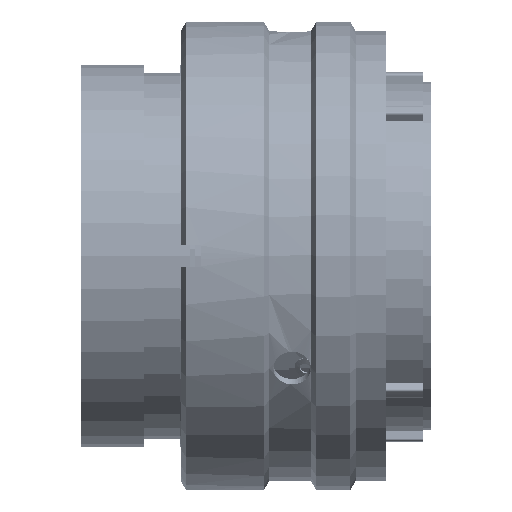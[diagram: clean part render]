
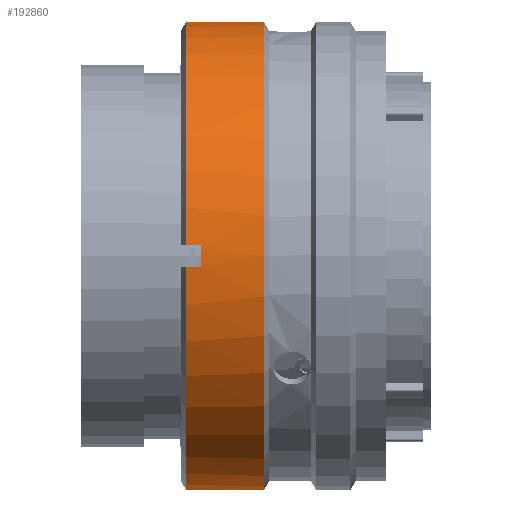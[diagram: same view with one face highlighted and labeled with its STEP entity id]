
A CAD part, front view. The second image highlights one B-rep face of the part: STEP entity #192860.
In plain terms, the highlighted cylindrical face has radius 22.25 mm (diameter 44.5 mm), a partial arc.
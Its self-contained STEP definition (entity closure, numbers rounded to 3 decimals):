
#2554 = LINE ( 'NONE', #94435, #118370 ) ;
#6195 = DIRECTION ( 'NONE',  ( 1., 0., 0. ) ) ;
#8399 = ORIENTED_EDGE ( 'NONE', *, *, #11466, .F. ) ;
#8416 = LINE ( 'NONE', #180105, #8815 ) ;
#8815 = VECTOR ( 'NONE', #41650, 1000. ) ;
#10327 = CARTESIAN_POINT ( 'NONE',  ( 10.02, 0., 0. ) ) ;
#11466 = EDGE_CURVE ( 'NONE', #142647, #148998, #81775, .T. ) ;
#14479 = ORIENTED_EDGE ( 'NONE', *, *, #175940, .T. ) ;
#14867 = VERTEX_POINT ( 'NONE', #120734 ) ;
#18133 = VERTEX_POINT ( 'NONE', #48090 ) ;
#19584 = DIRECTION ( 'NONE',  ( -1., 0., 0. ) ) ;
#20524 = VERTEX_POINT ( 'NONE', #186240 ) ;
#22549 = AXIS2_PLACEMENT_3D ( 'NONE', #96082, #110166, #80982 ) ;
#27436 = ORIENTED_EDGE ( 'NONE', *, *, #60020, .T. ) ;
#28024 = CYLINDRICAL_SURFACE ( 'NONE', #28194, 22.25 ) ;
#28194 = AXIS2_PLACEMENT_3D ( 'NONE', #164394, #72666, #198824 ) ;
#28358 = CARTESIAN_POINT ( 'NONE',  ( 11.42, -22.228, 1. ) ) ;
#32880 = AXIS2_PLACEMENT_3D ( 'NONE', #10327, #115360, #144647 ) ;
#34088 = VERTEX_POINT ( 'NONE', #183198 ) ;
#34278 = ORIENTED_EDGE ( 'NONE', *, *, #161732, .T. ) ;
#36273 = DIRECTION ( 'NONE',  ( 1., 0., 0. ) ) ;
#37602 = EDGE_CURVE ( 'NONE', #34088, #18133, #95641, .T. ) ;
#41650 = DIRECTION ( 'NONE',  ( -1., 0., 0. ) ) ;
#42183 = FACE_OUTER_BOUND ( 'NONE', #59469, .T. ) ;
#43073 = DIRECTION ( 'NONE',  ( 0., 0., 1. ) ) ;
#43619 = CIRCLE ( 'NONE', #156469, 22.25 ) ;
#43983 = ORIENTED_EDGE ( 'NONE', *, *, #94809, .T. ) ;
#44990 = AXIS2_PLACEMENT_3D ( 'NONE', #196697, #58342, #43073 ) ;
#45167 = DIRECTION ( 'NONE',  ( 1., 0., 0. ) ) ;
#48090 = CARTESIAN_POINT ( 'NONE',  ( 11.42, -1., -22.228 ) ) ;
#48147 = DIRECTION ( 'NONE',  ( 0., 0., 1. ) ) ;
#48775 = VECTOR ( 'NONE', #6195, 1000. ) ;
#51610 = VECTOR ( 'NONE', #65353, 1000. ) ;
#55341 = VECTOR ( 'NONE', #45167, 1000. ) ;
#58342 = DIRECTION ( 'NONE',  ( 1., 0., 0. ) ) ;
#59469 = EDGE_LOOP ( 'NONE', ( #173789, #121642, #198033, #180833, #27436, #43983, #34278, #198626, #144547, #14479, #59599, #8399 ) ) ;
#59599 = ORIENTED_EDGE ( 'NONE', *, *, #142956, .T. ) ;
#60020 = EDGE_CURVE ( 'NONE', #161449, #141411, #177856, .T. ) ;
#61984 = CIRCLE ( 'NONE', #32880, 22.25 ) ;
#65334 = CARTESIAN_POINT ( 'NONE',  ( 10.02, -22.228, 1. ) ) ;
#65353 = DIRECTION ( 'NONE',  ( 1., 0., 0. ) ) ;
#66377 = DIRECTION ( 'NONE',  ( 0., 0., -1. ) ) ;
#71944 = CARTESIAN_POINT ( 'NONE',  ( 11.42, -1., 22.228 ) ) ;
#72132 = AXIS2_PLACEMENT_3D ( 'NONE', #124835, #188613, #66377 ) ;
#72666 = DIRECTION ( 'NONE',  ( 1., 0., 0. ) ) ;
#74599 = CARTESIAN_POINT ( 'NONE',  ( 17.44, 0., 22.25 ) ) ;
#79675 = EDGE_CURVE ( 'NONE', #159460, #161449, #148339, .T. ) ;
#80519 = CARTESIAN_POINT ( 'NONE',  ( 11.42, 0., 0. ) ) ;
#80982 = DIRECTION ( 'NONE',  ( 0., 0., -1. ) ) ;
#81775 = CIRCLE ( 'NONE', #72132, 22.25 ) ;
#92715 = LINE ( 'NONE', #155172, #55341 ) ;
#93797 = CIRCLE ( 'NONE', #106600, 22.25 ) ;
#94435 = CARTESIAN_POINT ( 'NONE',  ( 29.07, -22.228, -1. ) ) ;
#94809 = EDGE_CURVE ( 'NONE', #141411, #106879, #132006, .T. ) ;
#95641 = LINE ( 'NONE', #111719, #51610 ) ;
#96082 = CARTESIAN_POINT ( 'NONE',  ( 10.02, 0., 0. ) ) ;
#97338 = VERTEX_POINT ( 'NONE', #71944 ) ;
#99555 = DIRECTION ( 'NONE',  ( 1., 0., 0. ) ) ;
#106600 = AXIS2_PLACEMENT_3D ( 'NONE', #133074, #136104, #48147 ) ;
#106879 = VERTEX_POINT ( 'NONE', #170175 ) ;
#110166 = DIRECTION ( 'NONE',  ( 1., 0., 0. ) ) ;
#111666 = DIRECTION ( 'NONE',  ( 0., 0., 1. ) ) ;
#111719 = CARTESIAN_POINT ( 'NONE',  ( 29.07, -1., -22.228 ) ) ;
#113013 = CARTESIAN_POINT ( 'NONE',  ( 29.07, 0., 22.25 ) ) ;
#115360 = DIRECTION ( 'NONE',  ( 1., 0., 0. ) ) ;
#118370 = VECTOR ( 'NONE', #19584, 1000. ) ;
#120619 = EDGE_CURVE ( 'NONE', #176236, #97338, #93797, .T. ) ;
#120734 = CARTESIAN_POINT ( 'NONE',  ( 11.42, 0., -22.25 ) ) ;
#121642 = ORIENTED_EDGE ( 'NONE', *, *, #120619, .T. ) ;
#124835 = CARTESIAN_POINT ( 'NONE',  ( 17.44, 0., 0. ) ) ;
#132006 = CIRCLE ( 'NONE', #44990, 22.25 ) ;
#133074 = CARTESIAN_POINT ( 'NONE',  ( 11.42, 0., 0. ) ) ;
#134991 = EDGE_CURVE ( 'NONE', #97338, #159460, #8416, .T. ) ;
#136104 = DIRECTION ( 'NONE',  ( 1., 0., 0. ) ) ;
#139805 = EDGE_CURVE ( 'NONE', #176236, #142647, #189891, .T. ) ;
#140075 = CARTESIAN_POINT ( 'NONE',  ( 10.02, -1., 22.228 ) ) ;
#141411 = VERTEX_POINT ( 'NONE', #28358 ) ;
#142647 = VERTEX_POINT ( 'NONE', #74599 ) ;
#142956 = EDGE_CURVE ( 'NONE', #14867, #148998, #92715, .T. ) ;
#144547 = ORIENTED_EDGE ( 'NONE', *, *, #37602, .T. ) ;
#144647 = DIRECTION ( 'NONE',  ( 0., 0., -1. ) ) ;
#146455 = CARTESIAN_POINT ( 'NONE',  ( 29.07, -22.228, 1. ) ) ;
#148339 = CIRCLE ( 'NONE', #22549, 22.25 ) ;
#148998 = VERTEX_POINT ( 'NONE', #160603 ) ;
#155172 = CARTESIAN_POINT ( 'NONE',  ( 29.07, 0., -22.25 ) ) ;
#156469 = AXIS2_PLACEMENT_3D ( 'NONE', #80519, #99555, #111666 ) ;
#156956 = VECTOR ( 'NONE', #36273, 1000. ) ;
#159460 = VERTEX_POINT ( 'NONE', #140075 ) ;
#160603 = CARTESIAN_POINT ( 'NONE',  ( 17.44, 0., -22.25 ) ) ;
#161449 = VERTEX_POINT ( 'NONE', #65334 ) ;
#161732 = EDGE_CURVE ( 'NONE', #106879, #20524, #2554, .T. ) ;
#164394 = CARTESIAN_POINT ( 'NONE',  ( 29.07, 0., 0. ) ) ;
#170175 = CARTESIAN_POINT ( 'NONE',  ( 11.42, -22.228, -1. ) ) ;
#173061 = CARTESIAN_POINT ( 'NONE',  ( 11.42, 0., 22.25 ) ) ;
#173789 = ORIENTED_EDGE ( 'NONE', *, *, #139805, .F. ) ;
#175940 = EDGE_CURVE ( 'NONE', #18133, #14867, #43619, .T. ) ;
#176236 = VERTEX_POINT ( 'NONE', #173061 ) ;
#177856 = LINE ( 'NONE', #146455, #48775 ) ;
#179952 = EDGE_CURVE ( 'NONE', #20524, #34088, #61984, .T. ) ;
#180105 = CARTESIAN_POINT ( 'NONE',  ( 29.07, -1., 22.228 ) ) ;
#180833 = ORIENTED_EDGE ( 'NONE', *, *, #79675, .T. ) ;
#183198 = CARTESIAN_POINT ( 'NONE',  ( 10.02, -1., -22.228 ) ) ;
#186240 = CARTESIAN_POINT ( 'NONE',  ( 10.02, -22.228, -1. ) ) ;
#188613 = DIRECTION ( 'NONE',  ( 1., 0., 0. ) ) ;
#189891 = LINE ( 'NONE', #113013, #156956 ) ;
#192860 = ADVANCED_FACE ( 'NONE', ( #42183 ), #28024, .T. ) ;
#196697 = CARTESIAN_POINT ( 'NONE',  ( 11.42, 0., 0. ) ) ;
#198033 = ORIENTED_EDGE ( 'NONE', *, *, #134991, .T. ) ;
#198626 = ORIENTED_EDGE ( 'NONE', *, *, #179952, .T. ) ;
#198824 = DIRECTION ( 'NONE',  ( 0., 0., -1. ) ) ;
